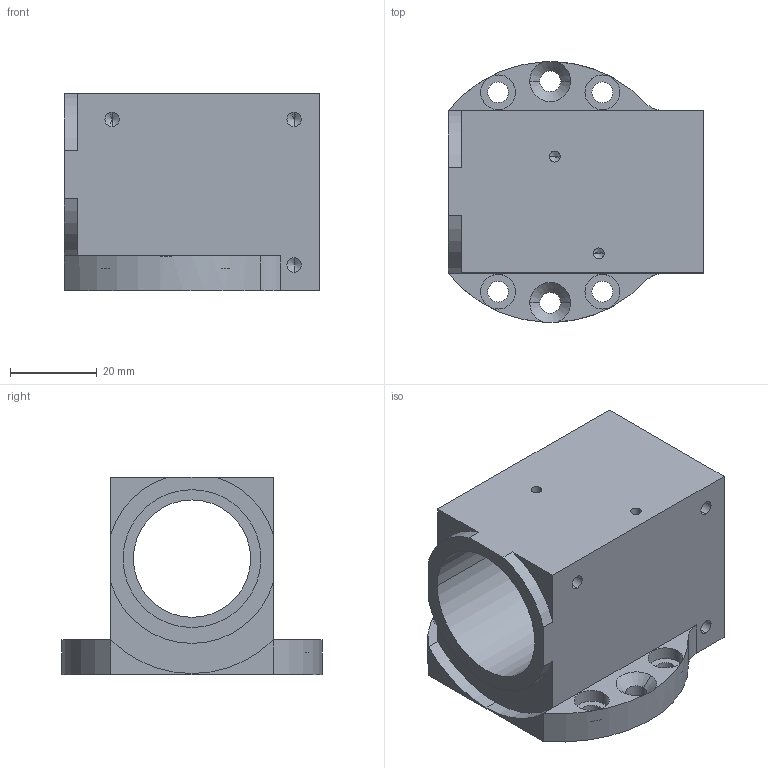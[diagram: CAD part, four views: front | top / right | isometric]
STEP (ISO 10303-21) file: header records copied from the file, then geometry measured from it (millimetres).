
FILE_DESCRIPTION (( 'STEP AP214' ), '1' );
FILE_NAME ('J4 Turret Housing.STEP', '2023-08-04T18:10:24', ( '' ), ( '' ), 'SwSTEP 2.0', 'SolidWorks 2021', '' );
FILE_SCHEMA (( 'AUTOMOTIVE_DESIGN' ));
Length unit declared in the file: millimetre
Products named in the file (1): J4 Turret Housing
Bounding box: 58.8 x 59.99 x 45.4 mm (x, y, z)
Volume: 58169.8 mm3; surface area: 20327.8 mm2
Topology: 1 solids, 1 shells, 78 faces, 198 edges, 121 vertices
Faces by surface type: cylinder 46, plane 18, cone 14
Entity records: 2380 total; most frequent: DIRECTION 444, CARTESIAN_POINT 402, ORIENTED_EDGE 376, EDGE_CURVE 188, AXIS2_PLACEMENT_3D 179, VERTEX_POINT 121, EDGE_LOOP 101, CIRCLE 100
